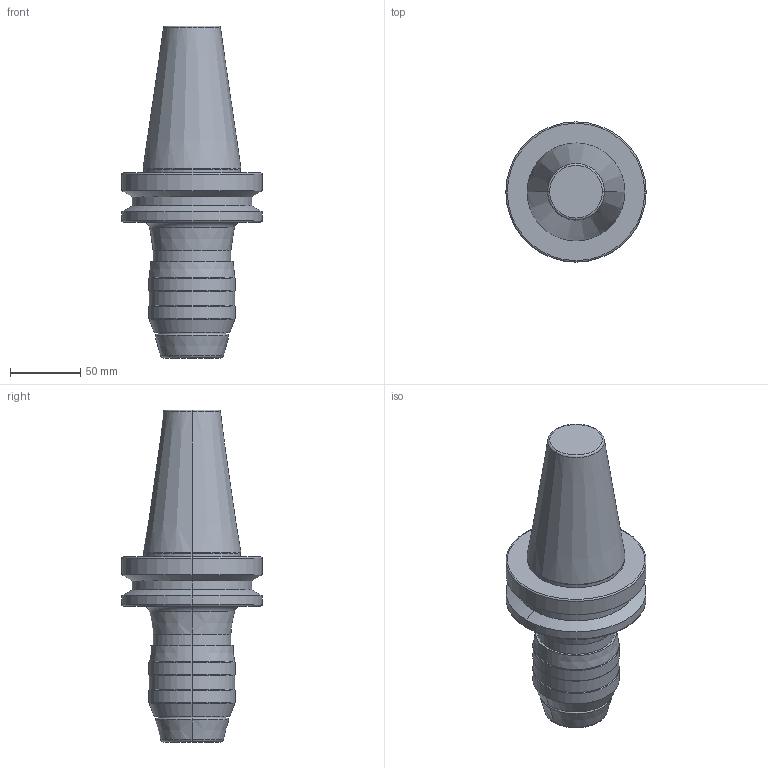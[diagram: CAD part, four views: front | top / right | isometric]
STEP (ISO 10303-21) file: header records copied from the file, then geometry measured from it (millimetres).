
FILE_DESCRIPTION (( 'STEP AP214' ), '1' );
FILE_NAME ('BT50-HPC100-135.STEP', '2019-03-20T07:17:47', ( 'ICAD2' ), ( 'Hewlett-Packard Company' ), 'SwSTEP 2.0', 'SolidWorks 2018', '' );
FILE_SCHEMA (( 'AUTOMOTIVE_DESIGN' ));
Length unit declared in the file: millimetre
Products named in the file (1): BT50-HPC100-135
Bounding box: 100 x 100 x 236.8 mm (x, y, z)
Volume: 764378.3 mm3; surface area: 61504.6 mm2
Topology: 1 solids, 1 shells, 61 faces, 120 edges, 66 vertices
Faces by surface type: cone 24, cylinder 18, torus 12, plane 7
Entity records: 1590 total; most frequent: DIRECTION 322, CARTESIAN_POINT 248, ORIENTED_EDGE 240, AXIS2_PLACEMENT_3D 140, EDGE_CURVE 120, CIRCLE 78, EDGE_LOOP 66, VERTEX_POINT 66
